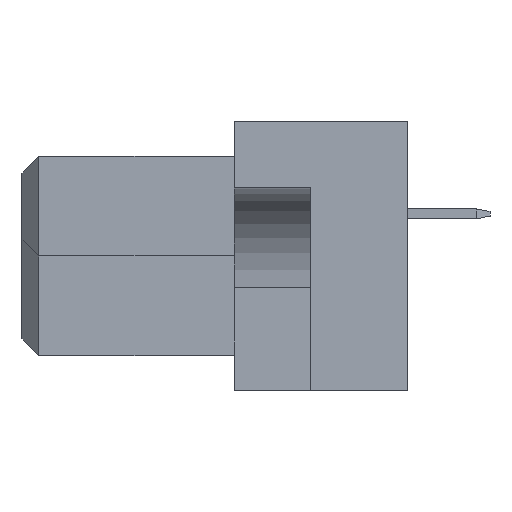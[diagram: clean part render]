
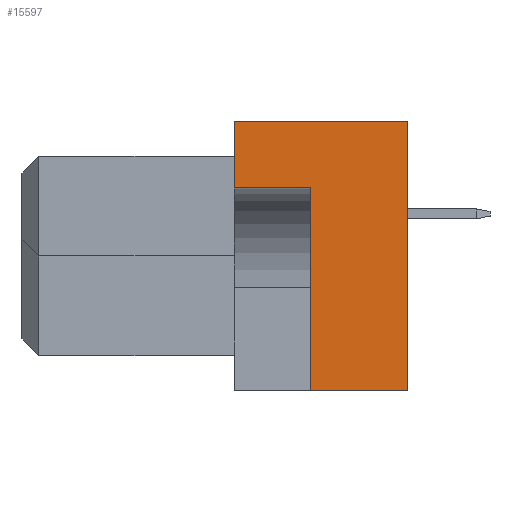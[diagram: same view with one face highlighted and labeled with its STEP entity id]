
A CAD part, left-side view. The second image highlights one B-rep face of the part: STEP entity #15597.
In plain terms, the highlighted planar face has unit normal (-1, 0, 0).
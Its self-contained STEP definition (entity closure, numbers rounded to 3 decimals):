
#158 = VERTEX_POINT ( 'NONE', #13491 ) ;
#207 = VECTOR ( 'NONE', #14031, 1000. ) ;
#696 = EDGE_LOOP ( 'NONE', ( #4233, #773, #13309, #8058, #14240, #17152 ) ) ;
#773 = ORIENTED_EDGE ( 'NONE', *, *, #11774, .F. ) ;
#2231 = VECTOR ( 'NONE', #12101, 1000. ) ;
#2561 = VERTEX_POINT ( 'NONE', #14930 ) ;
#2959 = VERTEX_POINT ( 'NONE', #13011 ) ;
#3610 = LINE ( 'NONE', #10531, #10241 ) ;
#3699 = LINE ( 'NONE', #9582, #16980 ) ;
#3981 = EDGE_CURVE ( 'NONE', #2959, #8254, #10610, .T. ) ;
#4233 = ORIENTED_EDGE ( 'NONE', *, *, #13376, .F. ) ;
#4484 = CARTESIAN_POINT ( 'NONE',  ( -35.12, 2.9, 2.05 ) ) ;
#4841 = DIRECTION ( 'NONE',  ( 0., 0., -1. ) ) ;
#6227 = FACE_OUTER_BOUND ( 'NONE', #696, .T. ) ;
#6350 = VECTOR ( 'NONE', #7892, 1000. ) ;
#6535 = CARTESIAN_POINT ( 'NONE',  ( -35.12, 0., -4.05 ) ) ;
#7693 = LINE ( 'NONE', #13419, #2231 ) ;
#7892 = DIRECTION ( 'NONE',  ( 0., -1., 0. ) ) ;
#8058 = ORIENTED_EDGE ( 'NONE', *, *, #3981, .T. ) ;
#8254 = VERTEX_POINT ( 'NONE', #6535 ) ;
#8774 = DIRECTION ( 'NONE',  ( 0., 0., 1. ) ) ;
#9169 = AXIS2_PLACEMENT_3D ( 'NONE', #13083, #17390, #4841 ) ;
#9582 = CARTESIAN_POINT ( 'NONE',  ( -35.12, 0., 4.05 ) ) ;
#9722 = EDGE_CURVE ( 'NONE', #2959, #12168, #17308, .T. ) ;
#10241 = VECTOR ( 'NONE', #11840, 1000. ) ;
#10531 = CARTESIAN_POINT ( 'NONE',  ( -35.12, 2.9, 2.05 ) ) ;
#10610 = LINE ( 'NONE', #17919, #6350 ) ;
#11046 = VECTOR ( 'NONE', #8774, 1000. ) ;
#11774 = EDGE_CURVE ( 'NONE', #12168, #2561, #3610, .T. ) ;
#11840 = DIRECTION ( 'NONE',  ( 0., 1., 0. ) ) ;
#11860 = VERTEX_POINT ( 'NONE', #16900 ) ;
#12101 = DIRECTION ( 'NONE',  ( 0., 0., 1. ) ) ;
#12168 = VERTEX_POINT ( 'NONE', #16782 ) ;
#12341 = LINE ( 'NONE', #15439, #207 ) ;
#13011 = CARTESIAN_POINT ( 'NONE',  ( -35.12, 2.9, -4.05 ) ) ;
#13083 = CARTESIAN_POINT ( 'NONE',  ( -35.12, 5.2, 4.05 ) ) ;
#13265 = PLANE ( 'NONE',  #9169 ) ;
#13309 = ORIENTED_EDGE ( 'NONE', *, *, #9722, .F. ) ;
#13376 = EDGE_CURVE ( 'NONE', #2561, #11860, #7693, .T. ) ;
#13419 = CARTESIAN_POINT ( 'NONE',  ( -35.12, 5.2, 4.05 ) ) ;
#13491 = CARTESIAN_POINT ( 'NONE',  ( -35.12, 0., 4.05 ) ) ;
#14031 = DIRECTION ( 'NONE',  ( 0., -1., 0. ) ) ;
#14240 = ORIENTED_EDGE ( 'NONE', *, *, #16162, .T. ) ;
#14930 = CARTESIAN_POINT ( 'NONE',  ( -35.12, 5.2, 2.05 ) ) ;
#15355 = EDGE_CURVE ( 'NONE', #11860, #158, #12341, .T. ) ;
#15439 = CARTESIAN_POINT ( 'NONE',  ( -35.12, 5.2, 4.05 ) ) ;
#15597 = ADVANCED_FACE ( 'NONE', ( #6227 ), #13265, .F. ) ;
#16162 = EDGE_CURVE ( 'NONE', #8254, #158, #3699, .T. ) ;
#16524 = DIRECTION ( 'NONE',  ( 0., 0., 1. ) ) ;
#16782 = CARTESIAN_POINT ( 'NONE',  ( -35.12, 2.9, 2.05 ) ) ;
#16900 = CARTESIAN_POINT ( 'NONE',  ( -35.12, 5.2, 4.05 ) ) ;
#16980 = VECTOR ( 'NONE', #16524, 1000. ) ;
#17152 = ORIENTED_EDGE ( 'NONE', *, *, #15355, .F. ) ;
#17308 = LINE ( 'NONE', #4484, #11046 ) ;
#17390 = DIRECTION ( 'NONE',  ( 1., 0., 0. ) ) ;
#17919 = CARTESIAN_POINT ( 'NONE',  ( -35.12, 5.2, -4.05 ) ) ;
